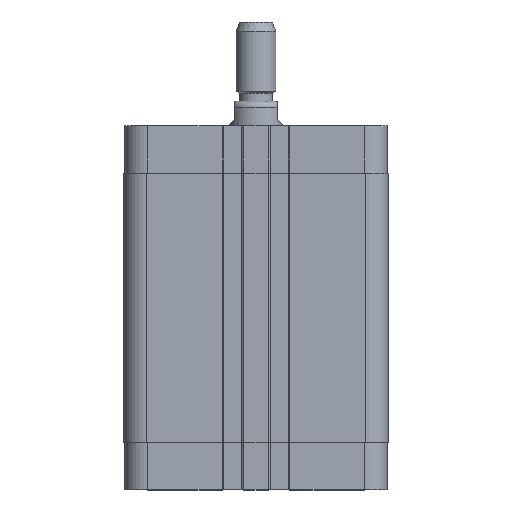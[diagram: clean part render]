
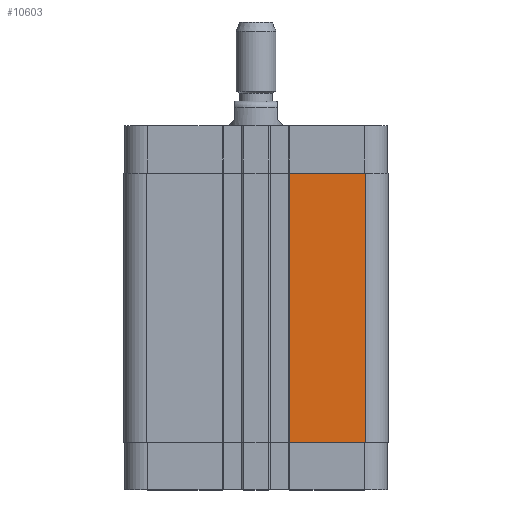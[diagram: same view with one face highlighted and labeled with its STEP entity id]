
A CAD part, top view. The second image highlights one B-rep face of the part: STEP entity #10603.
In plain terms, the highlighted planar face has unit normal (0, 0, 1).
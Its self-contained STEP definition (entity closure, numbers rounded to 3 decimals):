
#7440=CARTESIAN_POINT('',(10.25,40.75,40.));
#7441=VERTEX_POINT('',#7440);
#7449=CARTESIAN_POINT('',(33.,40.75,40.));
#7450=VERTEX_POINT('',#7449);
#7451=CARTESIAN_POINT('',(33.,40.75,40.));
#7452=DIRECTION('',(-1.0,0.0,0.0));
#7453=VECTOR('',#7452,22.75);
#7454=LINE('',#7451,#7453);
#7455=EDGE_CURVE('',#7450,#7441,#7454,.T.);
#9793=CARTESIAN_POINT('',(33.,-40.75,40.));
#9794=VERTEX_POINT('',#9793);
#9802=CARTESIAN_POINT('',(10.25,-40.75,40.));
#9803=VERTEX_POINT('',#9802);
#9804=CARTESIAN_POINT('',(10.25,-40.75,40.));
#9805=DIRECTION('',(1.0,0.0,0.0));
#9806=VECTOR('',#9805,22.75);
#9807=LINE('',#9804,#9806);
#9808=EDGE_CURVE('',#9803,#9794,#9807,.T.);
#10576=CARTESIAN_POINT('',(33.,-40.75,40.));
#10577=DIRECTION('',(0.0,1.0,0.0));
#10578=VECTOR('',#10577,81.5);
#10579=LINE('',#10576,#10578);
#10580=EDGE_CURVE('',#9794,#7450,#10579,.T.);
#10587=CARTESIAN_POINT('',(33.,0.0,40.));
#10588=DIRECTION('',(0.0,0.0,1.0));
#10589=DIRECTION('',(1.0,0.0,0.0));
#10590=AXIS2_PLACEMENT_3D('',#10587,#10588,#10589);
#10591=PLANE('',#10590);
#10592=ORIENTED_EDGE('',*,*,#7455,.T.);
#10593=CARTESIAN_POINT('',(10.25,-40.75,40.));
#10594=DIRECTION('',(0.0,1.0,0.0));
#10595=VECTOR('',#10594,81.5);
#10596=LINE('',#10593,#10595);
#10597=EDGE_CURVE('',#9803,#7441,#10596,.T.);
#10598=ORIENTED_EDGE('',*,*,#10597,.F.);
#10599=ORIENTED_EDGE('',*,*,#9808,.T.);
#10600=ORIENTED_EDGE('',*,*,#10580,.T.);
#10601=EDGE_LOOP('',(#10592,#10598,#10599,#10600));
#10602=FACE_OUTER_BOUND('',#10601,.T.);
#10603=ADVANCED_FACE('',(#10602),#10591,.T.);
